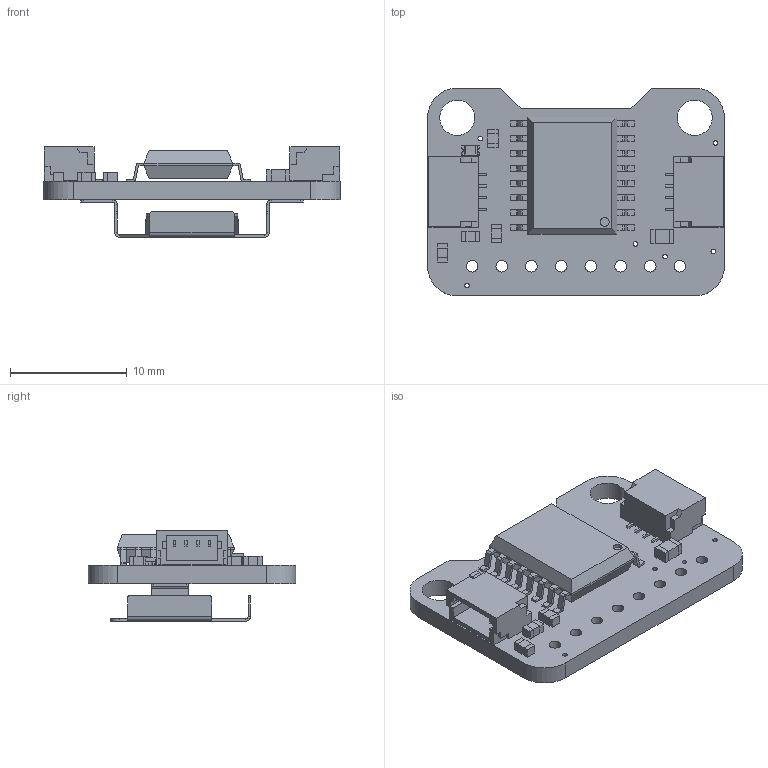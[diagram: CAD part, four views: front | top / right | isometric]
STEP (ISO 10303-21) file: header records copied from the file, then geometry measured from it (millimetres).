
FILE_DESCRIPTION(/* description */ (''),/* implementation_level */ '2;1');
FILE_NAME(/* name */ 'PCB Component.step',/* time_stamp */ '2023-06-28T14:46:59-04:00',/* author */ (''),/* organization */ (''),/* preprocessor_version */ 'ST-DEVELOPER v19.2',/* originating_system */ 'Autodesk Translation Framework v12.6.0.85',/* authorisation */ '');
FILE_SCHEMA (('AUTOMOTIVE_DESIGN { 1 0 10303 214 3 1 1 }'));
Length unit declared in the file: millimetre
Products named in the file (8): PCB Component; Board; CR1220; 10uF; 10k; STEMMA_I2C_QT; GREEN; DS3231/SO
Assembly tree (11 placements, depth 2):
  PCB Component
    Board
    CR1220
    10uF
    10k  x4
    STEMMA_I2C_QT  x2
    GREEN
    DS3231/SO
Bounding box: 25.4 x 17.78 x 7.73 mm (x, y, z)
Volume: 937 mm3; surface area: 2062.7 mm2
Topology: 31 solids, 31 shells, 707 faces, 1834 edges, 1200 vertices
Faces by surface type: plane 571, cylinder 132, bspline 4
Full cylindrical faces by diameter (mm): 0.394 x10, 0.76 x1, 1 x10, 3 x2
Entity records: 17912 total; most frequent: CARTESIAN_POINT 3111, ORIENTED_EDGE 2964, DIRECTION 2936, EDGE_CURVE 1482, LINE 1210, VECTOR 1210, VERTEX_POINT 966, AXIS2_PLACEMENT_3D 863
